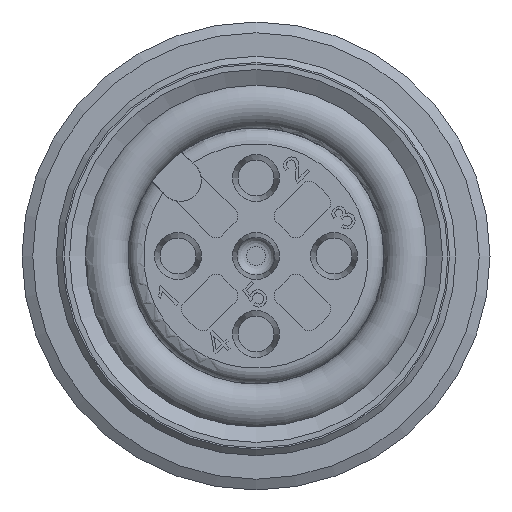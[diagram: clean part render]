
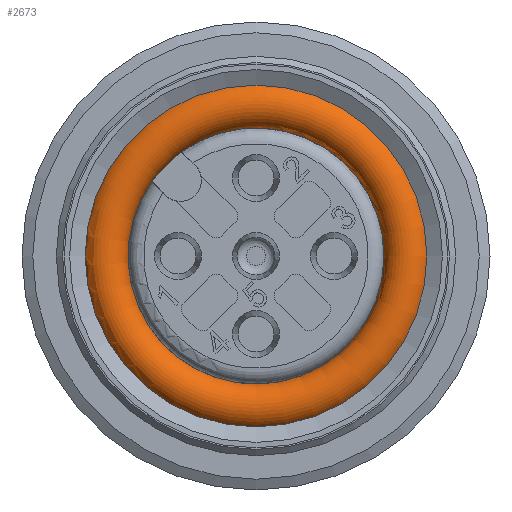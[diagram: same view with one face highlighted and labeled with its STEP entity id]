
A CAD part, left-side view. The second image highlights one B-rep face of the part: STEP entity #2673.
In plain terms, the highlighted toroidal (fillet/blend) face has major radius 4.845 mm and minor radius 0.75 mm.
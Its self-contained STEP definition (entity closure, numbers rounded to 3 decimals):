
#244=TOROIDAL_SURFACE('',#9882,4.845,0.75);
#2089=B_SPLINE_CURVE_WITH_KNOTS('',3,(#15055,#15056,#15057,#15058,#15059,
#15060),.UNSPECIFIED.,.F.,.F.,(4,2,4),(0.,0.41,1.),
 .UNSPECIFIED.);
#2090=B_SPLINE_CURVE_WITH_KNOTS('',3,(#15064,#15065,#15066,#15067,#15068,
#15069),.UNSPECIFIED.,.F.,.F.,(4,2,4),(0.,0.444,1.),
 .UNSPECIFIED.);
#2673=ADVANCED_FACE('',(#3342,#3343,#3344),#244,.T.);
#3342=FACE_BOUND('',#3640,.T.);
#3343=FACE_BOUND('',#3641,.T.);
#3344=FACE_BOUND('',#3642,.T.);
#3640=EDGE_LOOP('',(#4734,#4735,#4736,#4737));
#3641=EDGE_LOOP('',(#4738));
#3642=EDGE_LOOP('',(#4739));
#4734=ORIENTED_EDGE('',*,*,#8032,.F.);
#4735=ORIENTED_EDGE('',*,*,#8033,.T.);
#4736=ORIENTED_EDGE('',*,*,#8034,.F.);
#4737=ORIENTED_EDGE('',*,*,#8035,.T.);
#4738=ORIENTED_EDGE('',*,*,#8036,.F.);
#4739=ORIENTED_EDGE('',*,*,#7748,.T.);
#6867=VERTEX_POINT('',#13219);
#7045=VERTEX_POINT('',#15053);
#7046=VERTEX_POINT('',#15054);
#7047=VERTEX_POINT('',#15061);
#7048=VERTEX_POINT('',#15063);
#7049=VERTEX_POINT('',#15071);
#7748=EDGE_CURVE('',#6867,#6867,#9099,.T.);
#8032=EDGE_CURVE('',#7045,#7046,#9245,.T.);
#8033=EDGE_CURVE('',#7045,#7047,#2089,.T.);
#8034=EDGE_CURVE('',#7048,#7047,#9246,.T.);
#8035=EDGE_CURVE('',#7048,#7046,#2090,.T.);
#8036=EDGE_CURVE('',#7049,#7049,#9247,.T.);
#9099=CIRCLE('',#9621,5.475);
#9245=CIRCLE('',#9879,4.1);
#9246=CIRCLE('',#9880,4.1);
#9247=CIRCLE('',#9881,4.723);
#9621=AXIS2_PLACEMENT_3D('',#13218,#10616,#10617);
#9879=AXIS2_PLACEMENT_3D('',#15052,#11202,#11203);
#9880=AXIS2_PLACEMENT_3D('',#15062,#11204,#11205);
#9881=AXIS2_PLACEMENT_3D('',#15070,#11206,#11207);
#9882=AXIS2_PLACEMENT_3D('',#15072,#11208,#11209);
#10616=DIRECTION('',(-1.,0.,0.));
#10617=DIRECTION('',(0.,0.,-1.));
#11202=DIRECTION('',(1.,0.,0.));
#11203=DIRECTION('',(0.,0.,1.));
#11204=DIRECTION('',(-1.,0.,0.));
#11205=DIRECTION('',(0.,0.,-1.));
#11206=DIRECTION('',(-1.,0.,0.));
#11207=DIRECTION('',(0.,0.,-1.));
#11208=DIRECTION('',(1.,0.,0.));
#11209=DIRECTION('',(0.,0.,-1.));
#13218=CARTESIAN_POINT('',(38.104,0.,0.));
#13219=CARTESIAN_POINT('',(38.104,0.,-5.475));
#15052=CARTESIAN_POINT('',(38.597,0.,0.));
#15053=CARTESIAN_POINT('',(38.597,2.382,3.337));
#15054=CARTESIAN_POINT('',(38.597,3.337,2.382));
#15055=CARTESIAN_POINT('',(38.597,2.382,3.337));
#15056=CARTESIAN_POINT('',(38.574,2.38,3.335));
#15057=CARTESIAN_POINT('',(38.55,2.379,3.334));
#15058=CARTESIAN_POINT('',(38.492,2.378,3.333));
#15059=CARTESIAN_POINT('',(38.458,2.379,3.334));
#15060=CARTESIAN_POINT('',(38.425,2.382,3.337));
#15061=CARTESIAN_POINT('',(38.425,2.382,3.337));
#15062=CARTESIAN_POINT('',(38.425,0.,0.));
#15063=CARTESIAN_POINT('',(38.425,3.337,2.382));
#15064=CARTESIAN_POINT('',(38.425,3.337,2.382));
#15065=CARTESIAN_POINT('',(38.45,3.335,2.38));
#15066=CARTESIAN_POINT('',(38.476,3.334,2.379));
#15067=CARTESIAN_POINT('',(38.533,3.333,2.378));
#15068=CARTESIAN_POINT('',(38.566,3.334,2.38));
#15069=CARTESIAN_POINT('',(38.597,3.337,2.382));
#15070=CARTESIAN_POINT('',(39.251,0.,0.));
#15071=CARTESIAN_POINT('',(39.251,0.,-4.723));
#15072=CARTESIAN_POINT('',(38.511,0.,0.));
